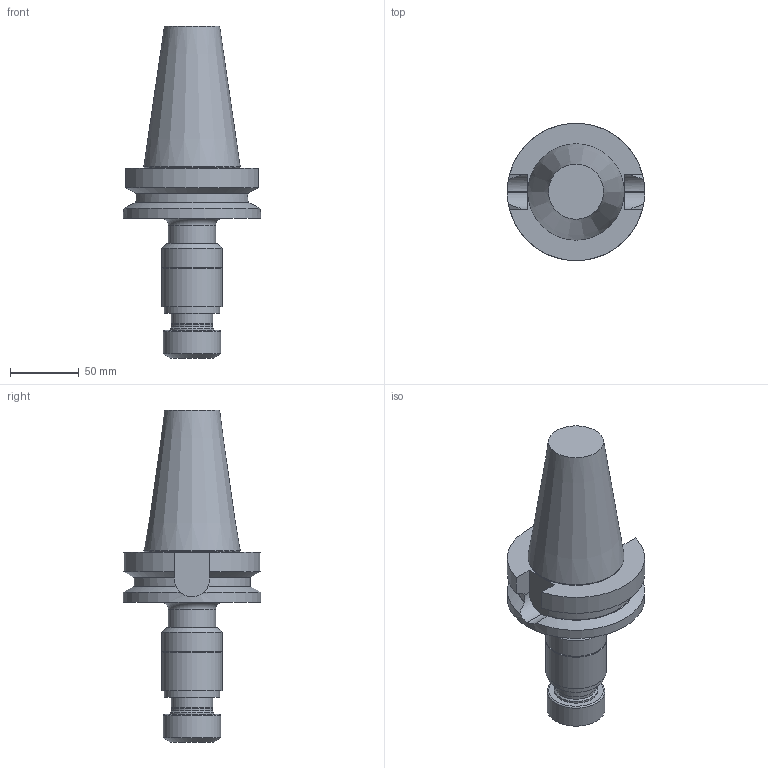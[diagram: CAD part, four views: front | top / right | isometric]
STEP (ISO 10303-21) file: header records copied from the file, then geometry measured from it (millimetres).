
FILE_DESCRIPTION(/* description */ (''),/* implementation_level */ '2;1');
FILE_NAME(/* name */ '1525678891427.stp',/* time_stamp */ '2018-05-07T09:41:44+02:00',/* author */ (''),/* organization */ ('SMS'),/* preprocessor_version */ 'ST-DEVELOPER v15',/* originating_system */ 'SIEMENS PLM Software NX 8.5',/* authorisation */ '');
FILE_SCHEMA (('AUTOMOTIVE_DESIGN { 1 0 10303 214 3 1 1 1 }'));
Length unit declared in the file: millimetre
Products named in the file (1): 112029230mod000_00
Bounding box: 99.97 x 99.97 x 241.4 mm (x, y, z)
Volume: 627380.3 mm3; surface area: 60308.8 mm2
Topology: 1 solids, 1 shells, 55 faces, 126 edges, 84 vertices
Faces by surface type: plane 22, cylinder 19, cone 11, torus 3
Full cylindrical faces by diameter (mm): 29.591 x1, 29.997 x1, 31.979 x1, 34.6 x1, 40.4 x1, 41.45 x1, 42 x1, 44 x2, 69.4 x1, 99.973 x1
Entity records: 1501 total; most frequent: CARTESIAN_POINT 288, DIRECTION 252, ORIENTED_EDGE 202, AXIS2_PLACEMENT_3D 108, EDGE_CURVE 101, EDGE_LOOP 84, VERTEX_POINT 77, FACE_BOUND 58
